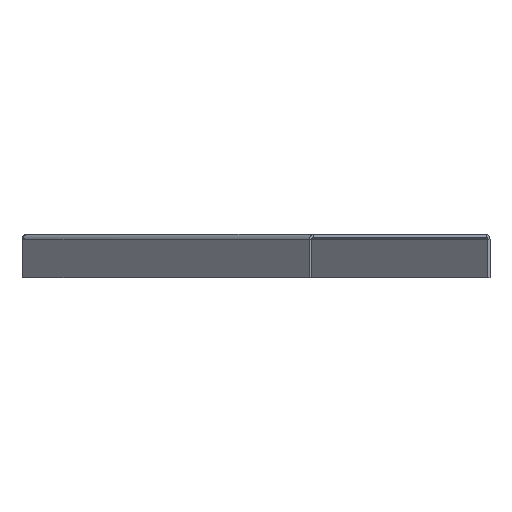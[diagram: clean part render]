
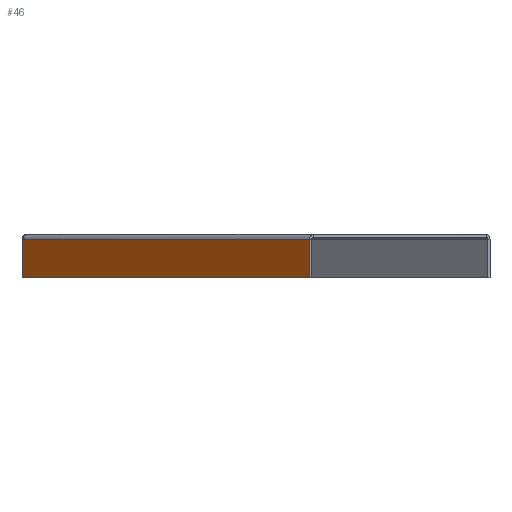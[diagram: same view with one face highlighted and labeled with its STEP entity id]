
A CAD part, left-side view. The second image highlights one B-rep face of the part: STEP entity #46.
In plain terms, the highlighted face is planar.
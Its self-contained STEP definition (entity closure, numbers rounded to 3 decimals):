
#46 = ADVANCED_FACE ( 'NONE', ( #287 ), #305, .T. ) ;
#253 = CARTESIAN_POINT ( 'NONE',  ( 333., 203., -32.5 ) ) ;
#287 = FACE_OUTER_BOUND ( 'NONE', #1662, .T. ) ;
#305 = PLANE ( 'NONE',  #3006 ) ;
#331 = LINE ( 'NONE', #1140, #2313 ) ;
#334 = DIRECTION ( 'NONE',  ( -1., 0., 0. ) ) ;
#423 = EDGE_CURVE ( 'NONE', #3102, #1512, #331, .T. ) ;
#544 = EDGE_CURVE ( 'NONE', #1548, #3102, #1265, .T. ) ;
#572 = EDGE_CURVE ( 'NONE', #2095, #1512, #1481, .T. ) ;
#676 = CARTESIAN_POINT ( 'NONE',  ( 0., 203., -32.5 ) ) ;
#829 = VECTOR ( 'NONE', #334, 1000. ) ;
#859 = CARTESIAN_POINT ( 'NONE',  ( 333., 203., -1.5 ) ) ;
#920 = ORIENTED_EDGE ( 'NONE', *, *, #423, .F. ) ;
#1140 = CARTESIAN_POINT ( 'NONE',  ( 0., 203., 0. ) ) ;
#1170 = DIRECTION ( 'NONE',  ( 0., 0., 1. ) ) ;
#1193 = CARTESIAN_POINT ( 'NONE',  ( 333., 203., 0. ) ) ;
#1265 = LINE ( 'NONE', #859, #1644 ) ;
#1352 = CARTESIAN_POINT ( 'NONE',  ( 333., 203., -1.5 ) ) ;
#1481 = LINE ( 'NONE', #253, #829 ) ;
#1512 = VERTEX_POINT ( 'NONE', #676 ) ;
#1548 = VERTEX_POINT ( 'NONE', #1352 ) ;
#1568 = DIRECTION ( 'NONE',  ( -1., 0., 0. ) ) ;
#1607 = DIRECTION ( 'NONE',  ( 0., 1., 0. ) ) ;
#1634 = EDGE_CURVE ( 'NONE', #1548, #2095, #2272, .T. ) ;
#1644 = VECTOR ( 'NONE', #1568, 1000. ) ;
#1662 = EDGE_LOOP ( 'NONE', ( #920, #2172, #1829, #3155 ) ) ;
#1829 = ORIENTED_EDGE ( 'NONE', *, *, #1634, .T. ) ;
#2030 = DIRECTION ( 'NONE',  ( 0., 0., -1. ) ) ;
#2095 = VERTEX_POINT ( 'NONE', #2466 ) ;
#2172 = ORIENTED_EDGE ( 'NONE', *, *, #544, .F. ) ;
#2272 = LINE ( 'NONE', #3112, #2917 ) ;
#2313 = VECTOR ( 'NONE', #2990, 1000. ) ;
#2466 = CARTESIAN_POINT ( 'NONE',  ( 333., 203., -32.5 ) ) ;
#2472 = CARTESIAN_POINT ( 'NONE',  ( 0., 203., -1.5 ) ) ;
#2917 = VECTOR ( 'NONE', #2030, 1000. ) ;
#2990 = DIRECTION ( 'NONE',  ( 0., 0., -1. ) ) ;
#3006 = AXIS2_PLACEMENT_3D ( 'NONE', #1193, #1607, #1170 ) ;
#3102 = VERTEX_POINT ( 'NONE', #2472 ) ;
#3112 = CARTESIAN_POINT ( 'NONE',  ( 333., 203., 0. ) ) ;
#3155 = ORIENTED_EDGE ( 'NONE', *, *, #572, .T. ) ;
